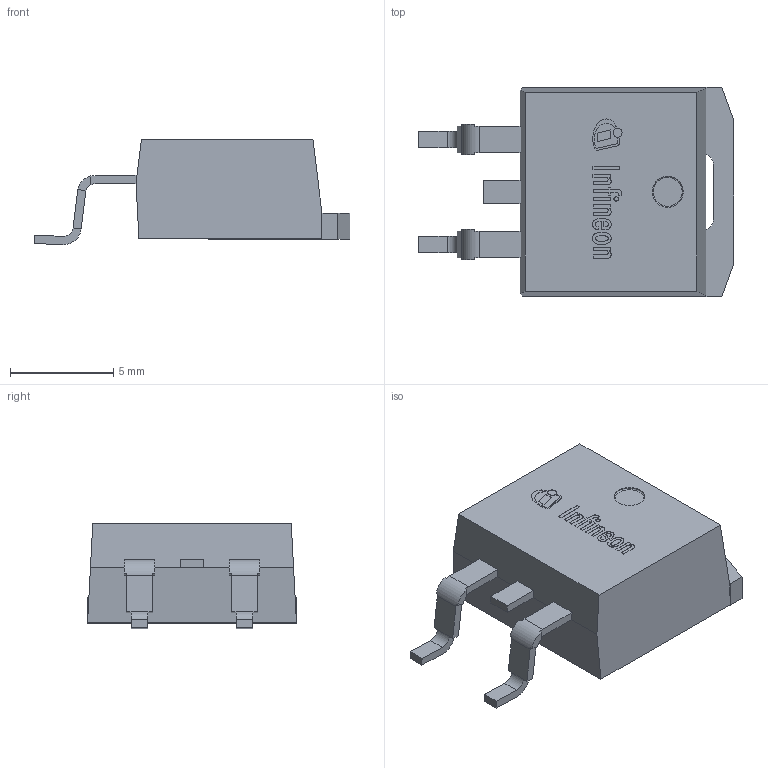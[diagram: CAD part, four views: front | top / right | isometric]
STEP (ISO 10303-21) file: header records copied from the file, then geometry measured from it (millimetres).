
FILE_DESCRIPTION(/* description */ (''),/* implementation_level */ '2;1');
FILE_NAME(/* name */ 'PG-TO263-3-9_Z8B00200767_V01_3D.stp',/* time_stamp */ '2024-07-02T15:14:03+05:30',/* author */ ('sivamani'),/* organization */ (''),/* preprocessor_version */ 'ST-DEVELOPER v19.2',/* originating_system */ 'AutoCAD Mechanical',/* authorisation */ '');
FILE_SCHEMA (('AUTOMOTIVE_DESIGN { 1 0 10303 214 3 1 1 }'));
Length unit declared in the file: millimetre
Products named in the file (1): Product
Bounding box: 15.28 x 10.16 x 5.09 mm (x, y, z)
Volume: 436.7 mm3; surface area: 572 mm2
Topology: 17 solids, 17 shells, 208 faces, 506 edges, 333 vertices
Faces by surface type: plane 172, bspline 18, cylinder 17, torus 1
Full cylindrical faces by diameter (mm): 0.213 x1, 0.438 x1, 1.5 x1
Entity records: 6278 total; most frequent: CARTESIAN_POINT 1418, ORIENTED_EDGE 1012, DIRECTION 904, EDGE_CURVE 506, LINE 418, VECTOR 418, VERTEX_POINT 333, AXIS2_PLACEMENT_3D 243
